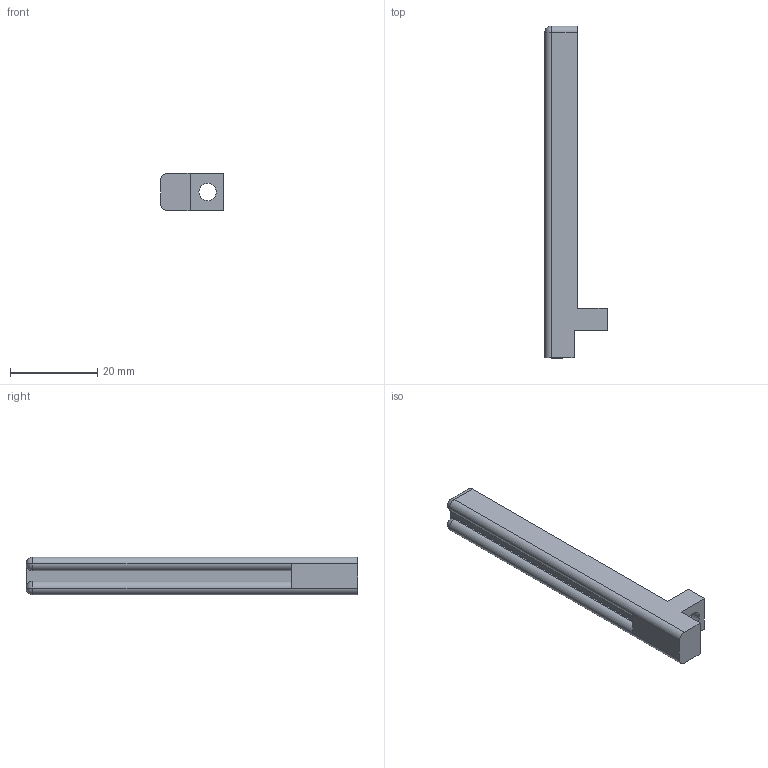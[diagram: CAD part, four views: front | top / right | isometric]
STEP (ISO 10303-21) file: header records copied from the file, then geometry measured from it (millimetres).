
FILE_DESCRIPTION (( 'STEP AP214' ), '1' );
FILE_NAME ('307-220-058.STEP', '2020-08-18T14:37:41', ( '' ), ( '' ), 'SwSTEP 2.0', 'SolidWorks 2020', '' );
FILE_SCHEMA (( 'AUTOMOTIVE_DESIGN' ));
Length unit declared in the file: inch
Products named in the file (1): 307-220-058
Bounding box: 14.35 x 76.2 x 8.64 mm (x, y, z)
Volume: 4263.2 mm3; surface area: 3257.9 mm2
Topology: 1 solids, 1 shells, 41 faces, 109 edges, 70 vertices
Faces by surface type: plane 26, cylinder 11, torus 4
Entity records: 1349 total; most frequent: CARTESIAN_POINT 271, ORIENTED_EDGE 218, DIRECTION 213, EDGE_CURVE 109, LINE 81, VECTOR 81, VERTEX_POINT 70, AXIS2_PLACEMENT_3D 66
